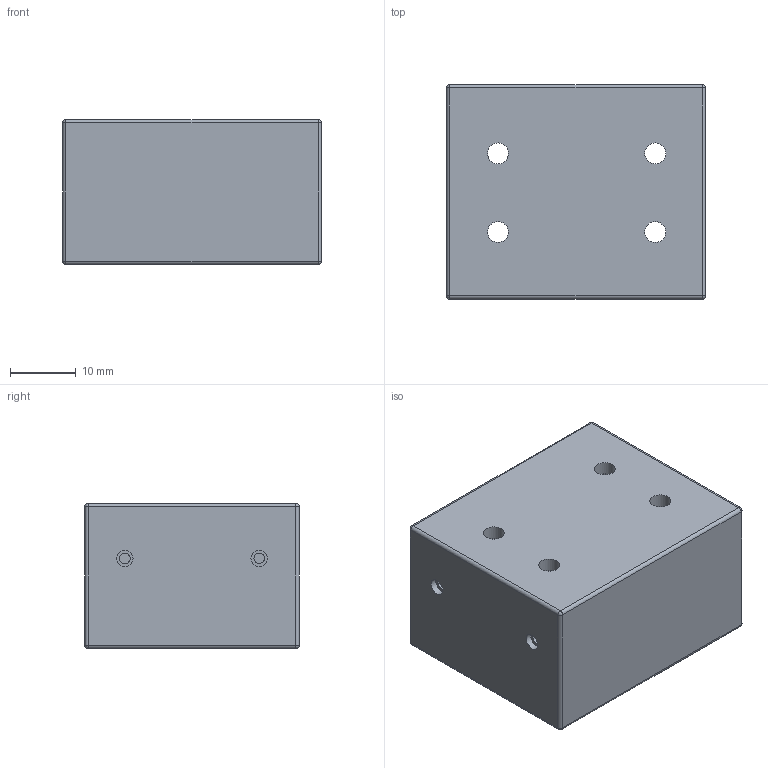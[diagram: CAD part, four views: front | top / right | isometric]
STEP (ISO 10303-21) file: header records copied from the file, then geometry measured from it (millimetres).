
FILE_DESCRIPTION(('FreeCAD Model'),'2;1');
FILE_NAME('Open CASCADE Shape Model','2025-12-12T16:49:23',(''),(''), 'Open CASCADE STEP processor 7.8','FreeCAD','Unknown');
FILE_SCHEMA(('AUTOMOTIVE_DESIGN { 1 0 10303 214 1 1 1 1 }'));
Length unit declared in the file: millimetre
Products named in the file (1): Hole
Bounding box: 39.52 x 32.73 x 22.12 mm (x, y, z)
Volume: 12057.7 mm3; surface area: 8137.6 mm2
Topology: 1 solids, 1 shells, 63 faces, 140 edges, 80 vertices
Faces by surface type: cylinder 28, plane 27, sphere 8
Full cylindrical faces by diameter (mm): 1.6 x4, 2.5 x4, 3.2 x4, 5.5 x4
Entity records: 1724 total; most frequent: DIRECTION 316, CARTESIAN_POINT 276, ORIENTED_EDGE 264, EDGE_CURVE 132, AXIS2_PLACEMENT_3D 120, FACE_BOUND 88, EDGE_LOOP 88, VERTEX_POINT 80
